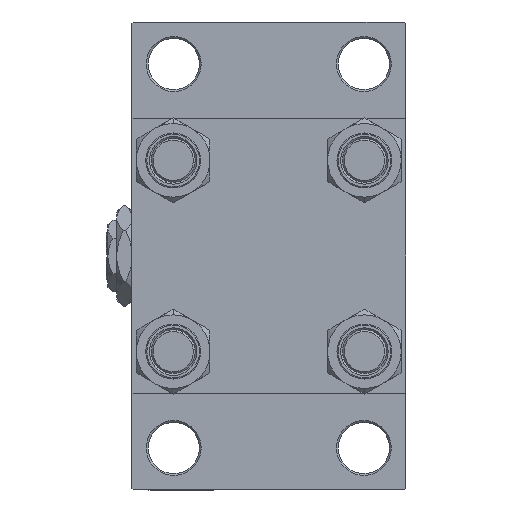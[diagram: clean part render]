
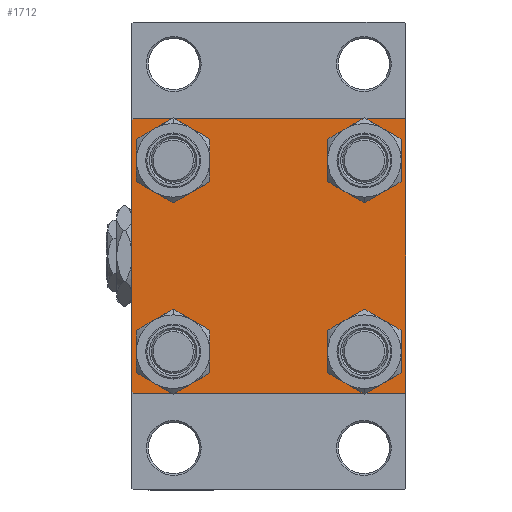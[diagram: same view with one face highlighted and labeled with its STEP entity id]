
A CAD part, left-side view. The second image highlights one B-rep face of the part: STEP entity #1712.
In plain terms, the highlighted planar face has unit normal (-1, 0, 0).
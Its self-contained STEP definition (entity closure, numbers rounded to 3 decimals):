
#1081 = VECTOR ( 'NONE', #29100, 1000. ) ;
#1661 = LINE ( 'NONE', #5415, #28933 ) ;
#1712 = ADVANCED_FACE ( 'NONE', ( #45978, #41710, #37709, #26200, #19170 ), #7679, .T. ) ;
#2502 = EDGE_CURVE ( 'NONE', #39134, #43286, #24260, .T. ) ;
#2693 = AXIS2_PLACEMENT_3D ( 'NONE', #30682, #33958, #41471 ) ;
#2917 = VECTOR ( 'NONE', #42722, 1000. ) ;
#2959 = AXIS2_PLACEMENT_3D ( 'NONE', #11130, #26400, #15145 ) ;
#2962 = DIRECTION ( 'NONE',  ( 0., 0., 1. ) ) ;
#3029 = VECTOR ( 'NONE', #35536, 1000. ) ;
#3898 = VERTEX_POINT ( 'NONE', #43990 ) ;
#4553 = AXIS2_PLACEMENT_3D ( 'NONE', #18436, #33712, #48998 ) ;
#4769 = DIRECTION ( 'NONE',  ( 0., -0.707, 0.707 ) ) ;
#4777 = LINE ( 'NONE', #42558, #3029 ) ;
#4865 = CARTESIAN_POINT ( 'NONE',  ( 0., -26.15, 19.65 ) ) ;
#5164 = ORIENTED_EDGE ( 'NONE', *, *, #14423, .T. ) ;
#5415 = CARTESIAN_POINT ( 'NONE',  ( 0., 37.5, 37.5 ) ) ;
#6723 = CARTESIAN_POINT ( 'NONE',  ( 0., -37., 37.5 ) ) ;
#7079 = LINE ( 'NONE', #48146, #1081 ) ;
#7679 = PLANE ( 'NONE',  #2693 ) ;
#7693 = ORIENTED_EDGE ( 'NONE', *, *, #35250, .T. ) ;
#9081 = EDGE_LOOP ( 'NONE', ( #25536, #5164 ) ) ;
#9116 = DIRECTION ( 'NONE',  ( 0., 0., 1. ) ) ;
#9896 = CARTESIAN_POINT ( 'NONE',  ( 0., -37.25, 37.25 ) ) ;
#10776 = ORIENTED_EDGE ( 'NONE', *, *, #33684, .T. ) ;
#10784 = LINE ( 'NONE', #13797, #32371 ) ;
#11085 = ORIENTED_EDGE ( 'NONE', *, *, #35044, .T. ) ;
#11130 = CARTESIAN_POINT ( 'NONE',  ( 0., 26.15, 26.15 ) ) ;
#11309 = DIRECTION ( 'NONE',  ( 0., 0., 1. ) ) ;
#11811 = AXIS2_PLACEMENT_3D ( 'NONE', #30997, #23484, #13192 ) ;
#11817 = CARTESIAN_POINT ( 'NONE',  ( 0., 37.5, 37.5 ) ) ;
#12209 = CARTESIAN_POINT ( 'NONE',  ( 0., 26.15, -19.65 ) ) ;
#12296 = DIRECTION ( 'NONE',  ( 0., 0., -1. ) ) ;
#12866 = DIRECTION ( 'NONE',  ( 1., 0., 0. ) ) ;
#13141 = CIRCLE ( 'NONE', #38743, 6.5 ) ;
#13192 = DIRECTION ( 'NONE',  ( 0., 0., 1. ) ) ;
#13350 = VERTEX_POINT ( 'NONE', #12209 ) ;
#13536 = DIRECTION ( 'NONE',  ( 1., 0., 0. ) ) ;
#13593 = EDGE_CURVE ( 'NONE', #21926, #15037, #31729, .T. ) ;
#13772 = CARTESIAN_POINT ( 'NONE',  ( 0., -37., -37.5 ) ) ;
#13797 = CARTESIAN_POINT ( 'NONE',  ( 0., -37.5, 37.5 ) ) ;
#13899 = CARTESIAN_POINT ( 'NONE',  ( 0., 37., 37.5 ) ) ;
#13925 = ORIENTED_EDGE ( 'NONE', *, *, #49424, .T. ) ;
#14423 = EDGE_CURVE ( 'NONE', #35091, #43914, #30941, .T. ) ;
#14885 = EDGE_CURVE ( 'NONE', #46420, #46848, #4777, .T. ) ;
#15037 = VERTEX_POINT ( 'NONE', #21747 ) ;
#15145 = DIRECTION ( 'NONE',  ( 0., 0., 1. ) ) ;
#15153 = CARTESIAN_POINT ( 'NONE',  ( 0., 26.15, 32.65 ) ) ;
#15428 = CARTESIAN_POINT ( 'NONE',  ( 0., 26.15, -26.15 ) ) ;
#16014 = CARTESIAN_POINT ( 'NONE',  ( 0., 26.15, -32.65 ) ) ;
#16127 = CARTESIAN_POINT ( 'NONE',  ( 0., -26.15, 32.65 ) ) ;
#17325 = CIRCLE ( 'NONE', #46897, 6.5 ) ;
#18340 = DIRECTION ( 'NONE',  ( 1., 0., 0. ) ) ;
#18341 = VERTEX_POINT ( 'NONE', #6723 ) ;
#18436 = CARTESIAN_POINT ( 'NONE',  ( 0., 26.15, 26.15 ) ) ;
#18841 = VERTEX_POINT ( 'NONE', #37928 ) ;
#19170 = FACE_OUTER_BOUND ( 'NONE', #30725, .T. ) ;
#20299 = LINE ( 'NONE', #11817, #22023 ) ;
#20356 = VERTEX_POINT ( 'NONE', #13772 ) ;
#21024 = EDGE_CURVE ( 'NONE', #48795, #18341, #1661, .T. ) ;
#21055 = EDGE_CURVE ( 'NONE', #22898, #18341, #47967, .T. ) ;
#21747 = CARTESIAN_POINT ( 'NONE',  ( 0., 26.15, 19.65 ) ) ;
#21926 = VERTEX_POINT ( 'NONE', #15153 ) ;
#22023 = VECTOR ( 'NONE', #12296, 1000. ) ;
#22466 = EDGE_LOOP ( 'NONE', ( #7693, #32926 ) ) ;
#22833 = VECTOR ( 'NONE', #4769, 1000. ) ;
#22898 = VERTEX_POINT ( 'NONE', #24657 ) ;
#23180 = ORIENTED_EDGE ( 'NONE', *, *, #27576, .F. ) ;
#23484 = DIRECTION ( 'NONE',  ( 1., 0., 0. ) ) ;
#23791 = CARTESIAN_POINT ( 'NONE',  ( 0., -37.25, -37.25 ) ) ;
#24260 = CIRCLE ( 'NONE', #30646, 6.5 ) ;
#24657 = CARTESIAN_POINT ( 'NONE',  ( 0., -37.5, 37. ) ) ;
#24795 = CARTESIAN_POINT ( 'NONE',  ( 0., 26.15, -26.15 ) ) ;
#25091 = EDGE_CURVE ( 'NONE', #46848, #20356, #7079, .T. ) ;
#25233 = AXIS2_PLACEMENT_3D ( 'NONE', #15428, #30438, #29702 ) ;
#25536 = ORIENTED_EDGE ( 'NONE', *, *, #38407, .T. ) ;
#26200 = FACE_BOUND ( 'NONE', #48233, .T. ) ;
#26400 = DIRECTION ( 'NONE',  ( 1., 0., 0. ) ) ;
#26693 = ORIENTED_EDGE ( 'NONE', *, *, #21024, .F. ) ;
#27548 = CARTESIAN_POINT ( 'NONE',  ( 0., -26.15, -32.65 ) ) ;
#27576 = EDGE_CURVE ( 'NONE', #22898, #3898, #10784, .T. ) ;
#28834 = ORIENTED_EDGE ( 'NONE', *, *, #34669, .T. ) ;
#28933 = VECTOR ( 'NONE', #47726, 1000. ) ;
#29067 = CARTESIAN_POINT ( 'NONE',  ( 0., 37.5, -37. ) ) ;
#29100 = DIRECTION ( 'NONE',  ( 0., -1., 0. ) ) ;
#29565 = EDGE_CURVE ( 'NONE', #44506, #13350, #32446, .T. ) ;
#29702 = DIRECTION ( 'NONE',  ( 0., 0., 1. ) ) ;
#30438 = DIRECTION ( 'NONE',  ( 1., 0., 0. ) ) ;
#30646 = AXIS2_PLACEMENT_3D ( 'NONE', #48516, #36480, #2962 ) ;
#30682 = CARTESIAN_POINT ( 'NONE',  ( 0., 0., 0. ) ) ;
#30725 = EDGE_LOOP ( 'NONE', ( #46311, #46198, #35841, #10776, #23180, #49072, #26693, #28834 ) ) ;
#30905 = CIRCLE ( 'NONE', #2959, 6.5 ) ;
#30941 = CIRCLE ( 'NONE', #46961, 6.5 ) ;
#30997 = CARTESIAN_POINT ( 'NONE',  ( 0., -26.15, 26.15 ) ) ;
#31729 = CIRCLE ( 'NONE', #4553, 6.5 ) ;
#32181 = DIRECTION ( 'NONE',  ( 0., 0.707, 0.707 ) ) ;
#32371 = VECTOR ( 'NONE', #48852, 1000. ) ;
#32446 = CIRCLE ( 'NONE', #25233, 6.5 ) ;
#32523 = EDGE_CURVE ( 'NONE', #18841, #46420, #20299, .T. ) ;
#32633 = ORIENTED_EDGE ( 'NONE', *, *, #29565, .T. ) ;
#32926 = ORIENTED_EDGE ( 'NONE', *, *, #2502, .T. ) ;
#33684 = EDGE_CURVE ( 'NONE', #20356, #3898, #42312, .T. ) ;
#33712 = DIRECTION ( 'NONE',  ( 1., 0., 0. ) ) ;
#33958 = DIRECTION ( 'NONE',  ( -1., 0., 0. ) ) ;
#34669 = EDGE_CURVE ( 'NONE', #48795, #18841, #45747, .T. ) ;
#35044 = EDGE_CURVE ( 'NONE', #15037, #21926, #30905, .T. ) ;
#35091 = VERTEX_POINT ( 'NONE', #4865 ) ;
#35250 = EDGE_CURVE ( 'NONE', #43286, #39134, #17325, .T. ) ;
#35536 = DIRECTION ( 'NONE',  ( 0., -0.707, -0.707 ) ) ;
#35841 = ORIENTED_EDGE ( 'NONE', *, *, #25091, .T. ) ;
#36480 = DIRECTION ( 'NONE',  ( 1., 0., 0. ) ) ;
#37709 = FACE_BOUND ( 'NONE', #48849, .T. ) ;
#37928 = CARTESIAN_POINT ( 'NONE',  ( 0., 37.5, 37. ) ) ;
#38407 = EDGE_CURVE ( 'NONE', #43914, #35091, #45424, .T. ) ;
#38743 = AXIS2_PLACEMENT_3D ( 'NONE', #24795, #13536, #43325 ) ;
#39134 = VERTEX_POINT ( 'NONE', #27548 ) ;
#41471 = DIRECTION ( 'NONE',  ( 0., 0., 1. ) ) ;
#41612 = ORIENTED_EDGE ( 'NONE', *, *, #13593, .T. ) ;
#41710 = FACE_BOUND ( 'NONE', #22466, .T. ) ;
#42312 = LINE ( 'NONE', #23791, #22833 ) ;
#42558 = CARTESIAN_POINT ( 'NONE',  ( 0., 37.25, -37.25 ) ) ;
#42722 = DIRECTION ( 'NONE',  ( 0., 0.707, -0.707 ) ) ;
#43286 = VERTEX_POINT ( 'NONE', #49150 ) ;
#43302 = CARTESIAN_POINT ( 'NONE',  ( 0., 37., -37.5 ) ) ;
#43325 = DIRECTION ( 'NONE',  ( 0., 0., 1. ) ) ;
#43338 = VECTOR ( 'NONE', #32181, 1000. ) ;
#43914 = VERTEX_POINT ( 'NONE', #16127 ) ;
#43990 = CARTESIAN_POINT ( 'NONE',  ( 0., -37.5, -37. ) ) ;
#44506 = VERTEX_POINT ( 'NONE', #16014 ) ;
#45424 = CIRCLE ( 'NONE', #11811, 6.5 ) ;
#45506 = CARTESIAN_POINT ( 'NONE',  ( 0., 37.25, 37.25 ) ) ;
#45747 = LINE ( 'NONE', #45506, #2917 ) ;
#45868 = CARTESIAN_POINT ( 'NONE',  ( 0., -26.15, -26.15 ) ) ;
#45978 = FACE_BOUND ( 'NONE', #9081, .T. ) ;
#46198 = ORIENTED_EDGE ( 'NONE', *, *, #14885, .T. ) ;
#46311 = ORIENTED_EDGE ( 'NONE', *, *, #32523, .T. ) ;
#46420 = VERTEX_POINT ( 'NONE', #29067 ) ;
#46848 = VERTEX_POINT ( 'NONE', #43302 ) ;
#46897 = AXIS2_PLACEMENT_3D ( 'NONE', #45868, #18340, #11309 ) ;
#46961 = AXIS2_PLACEMENT_3D ( 'NONE', #47184, #12866, #9116 ) ;
#47184 = CARTESIAN_POINT ( 'NONE',  ( 0., -26.15, 26.15 ) ) ;
#47726 = DIRECTION ( 'NONE',  ( 0., -1., 0. ) ) ;
#47967 = LINE ( 'NONE', #9896, #43338 ) ;
#48146 = CARTESIAN_POINT ( 'NONE',  ( 0., 37.5, -37.5 ) ) ;
#48233 = EDGE_LOOP ( 'NONE', ( #41612, #11085 ) ) ;
#48516 = CARTESIAN_POINT ( 'NONE',  ( 0., -26.15, -26.15 ) ) ;
#48795 = VERTEX_POINT ( 'NONE', #13899 ) ;
#48849 = EDGE_LOOP ( 'NONE', ( #13925, #32633 ) ) ;
#48852 = DIRECTION ( 'NONE',  ( 0., 0., -1. ) ) ;
#48998 = DIRECTION ( 'NONE',  ( 0., 0., 1. ) ) ;
#49072 = ORIENTED_EDGE ( 'NONE', *, *, #21055, .T. ) ;
#49150 = CARTESIAN_POINT ( 'NONE',  ( 0., -26.15, -19.65 ) ) ;
#49424 = EDGE_CURVE ( 'NONE', #13350, #44506, #13141, .T. ) ;
